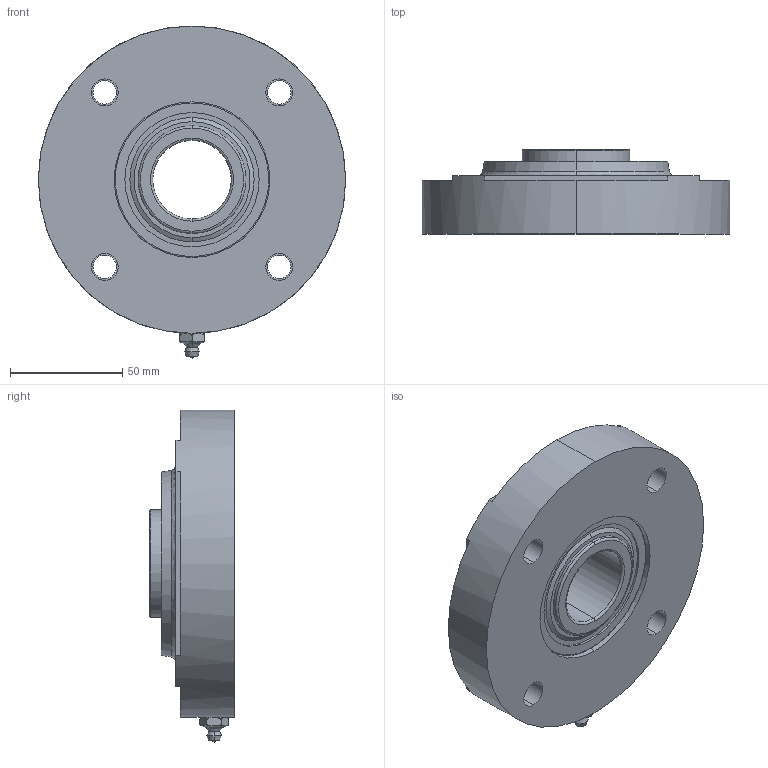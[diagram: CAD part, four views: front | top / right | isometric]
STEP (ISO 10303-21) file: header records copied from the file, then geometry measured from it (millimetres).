
FILE_DESCRIPTION (( 'STEP AP214' ), '1' );
FILE_NAME ('Rexnord-UCFC 207 -60752.STEP', '2023-07-13T11:53:18', ( '' ), ( '' ), 'SwSTEP 2.0', 'SolidWorks 2022', '' );
FILE_SCHEMA (( 'AUTOMOTIVE_DESIGN' ));
Length unit declared in the file: millimetre
Products named in the file (2): Rexnord-UCFC 207 -60752; Rexnord-UCFC 207 -60752_35
Assembly tree (1 placements, depth 2):
  Rexnord-UCFC 207 -60752
    Rexnord-UCFC 207 -60752_35
Bounding box: 137 x 37.7 x 148 mm (x, y, z)
Volume: 347603.2 mm3; surface area: 54903.4 mm2
Topology: 1 solids, 1 shells, 146 faces, 329 edges, 211 vertices
Faces by surface type: cylinder 61, plane 44, bspline 27, cone 10, torus 4
Entity records: 6347 total; most frequent: CARTESIAN_POINT 1694, DIRECTION 734, ORIENTED_EDGE 654, EDGE_CURVE 327, AXIS2_PLACEMENT_3D 321, VERTEX_POINT 211, CIRCLE 198, EDGE_LOOP 184
